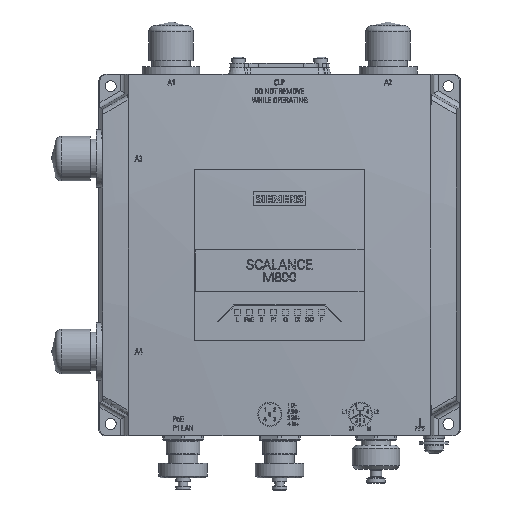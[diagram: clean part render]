
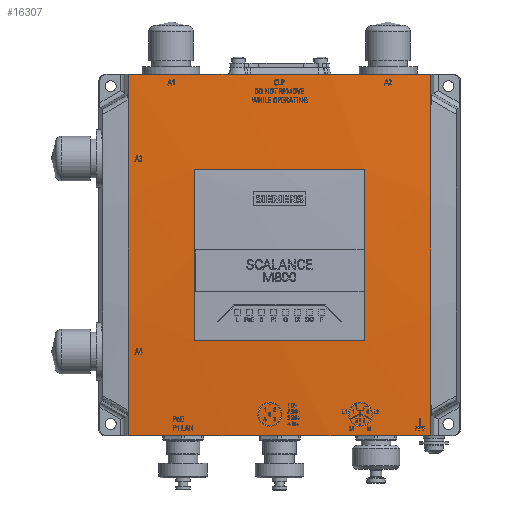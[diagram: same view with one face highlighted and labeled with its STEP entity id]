
A CAD part, front view. The second image highlights one B-rep face of the part: STEP entity #16307.
In plain terms, the highlighted spherical face has radius 1000 mm.
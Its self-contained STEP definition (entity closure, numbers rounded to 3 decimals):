
#12751=SPHERICAL_SURFACE('',#43684,1000.);
#13966=B_SPLINE_CURVE_WITH_KNOTS('',3,(#66950,#66951,#66952,#66953,#66954,
#66955),.UNSPECIFIED.,.F.,.F.,(4,2,4),(0.,0.5,1.),.UNSPECIFIED.);
#13967=B_SPLINE_CURVE_WITH_KNOTS('',3,(#66958,#66959,#66960,#66961,#66962,
#66963),.UNSPECIFIED.,.F.,.F.,(4,2,4),(0.,0.5,1.),.UNSPECIFIED.);
#13968=B_SPLINE_CURVE_WITH_KNOTS('',3,(#66965,#66966,#66967,#66968,#66969,
#66970),.UNSPECIFIED.,.F.,.F.,(4,2,4),(0.,0.5,1.),.UNSPECIFIED.);
#13969=B_SPLINE_CURVE_WITH_KNOTS('',3,(#66972,#66973,#66974,#66975,#66976,
#66977),.UNSPECIFIED.,.F.,.F.,(4,2,4),(0.,0.5,1.),.UNSPECIFIED.);
#16307=ADVANCED_FACE('',(#22272,#22273),#12751,.T.);
#22272=FACE_BOUND('',#23455,.T.);
#22273=FACE_BOUND('',#23456,.T.);
#23455=EDGE_LOOP('',(#27154,#27155,#27156,#27157));
#23456=EDGE_LOOP('',(#27158,#27159,#27160,#27161));
#27154=ORIENTED_EDGE('',*,*,#38420,.F.);
#27155=ORIENTED_EDGE('',*,*,#38421,.F.);
#27156=ORIENTED_EDGE('',*,*,#38422,.F.);
#27157=ORIENTED_EDGE('',*,*,#38423,.F.);
#27158=ORIENTED_EDGE('',*,*,#38424,.T.);
#27159=ORIENTED_EDGE('',*,*,#38425,.T.);
#27160=ORIENTED_EDGE('',*,*,#38426,.F.);
#27161=ORIENTED_EDGE('',*,*,#38427,.T.);
#34772=VERTEX_POINT('',#66956);
#34773=VERTEX_POINT('',#66957);
#34774=VERTEX_POINT('',#66964);
#34775=VERTEX_POINT('',#66971);
#34776=VERTEX_POINT('',#66979);
#34777=VERTEX_POINT('',#66980);
#34778=VERTEX_POINT('',#66982);
#34779=VERTEX_POINT('',#66984);
#38420=EDGE_CURVE('',#34772,#34773,#13966,.T.);
#38421=EDGE_CURVE('',#34774,#34772,#13967,.T.);
#38422=EDGE_CURVE('',#34775,#34774,#13968,.T.);
#38423=EDGE_CURVE('',#34773,#34775,#13969,.T.);
#38424=EDGE_CURVE('',#34776,#34777,#41863,.T.);
#38425=EDGE_CURVE('',#34777,#34778,#41864,.T.);
#38426=EDGE_CURVE('',#34779,#34778,#41865,.T.);
#38427=EDGE_CURVE('',#34779,#34776,#41866,.T.);
#41863=CIRCLE('',#43680,997.184);
#41864=CIRCLE('',#43681,993.397);
#41865=CIRCLE('',#43682,997.184);
#41866=CIRCLE('',#43683,993.397);
#43680=AXIS2_PLACEMENT_3D('',#66978,#47718,#47719);
#43681=AXIS2_PLACEMENT_3D('',#66981,#47720,#47721);
#43682=AXIS2_PLACEMENT_3D('',#66983,#47722,#47723);
#43683=AXIS2_PLACEMENT_3D('',#66985,#47724,#47725);
#43684=AXIS2_PLACEMENT_3D('',#66986,#47726,#47727);
#47718=DIRECTION('',(0.,-1.,0.));
#47719=DIRECTION('',(0.,0.,-1.));
#47720=DIRECTION('',(0.999,0.,-0.052));
#47721=DIRECTION('',(0.052,0.,0.999));
#47722=DIRECTION('',(0.,-1.,0.));
#47723=DIRECTION('',(0.,0.,1.));
#47724=DIRECTION('',(-0.999,0.,-0.052));
#47725=DIRECTION('',(0.052,0.,-0.999));
#47726=DIRECTION('',(0.,-1.,0.));
#47727=DIRECTION('',(0.,0.,1.));
#66950=CARTESIAN_POINT('',(35.294,35.36,37.751));
#66951=CARTESIAN_POINT('',(23.534,35.381,38.166));
#66952=CARTESIAN_POINT('',(11.767,35.392,38.374));
#66953=CARTESIAN_POINT('',(-11.769,35.392,38.373));
#66954=CARTESIAN_POINT('',(-23.534,35.381,38.166));
#66955=CARTESIAN_POINT('',(-35.294,35.36,37.751));
#66956=CARTESIAN_POINT('',(35.294,35.36,37.751));
#66957=CARTESIAN_POINT('',(-35.294,35.36,37.751));
#66958=CARTESIAN_POINT('',(35.294,-35.36,37.751));
#66959=CARTESIAN_POINT('',(35.316,-23.577,38.168));
#66960=CARTESIAN_POINT('',(35.327,-11.788,38.376));
#66961=CARTESIAN_POINT('',(35.327,11.791,38.376));
#66962=CARTESIAN_POINT('',(35.316,23.577,38.168));
#66963=CARTESIAN_POINT('',(35.294,35.36,37.751));
#66964=CARTESIAN_POINT('',(35.294,-35.36,37.751));
#66965=CARTESIAN_POINT('',(-35.294,-35.36,37.751));
#66966=CARTESIAN_POINT('',(-23.534,-35.381,38.166));
#66967=CARTESIAN_POINT('',(-11.767,-35.392,38.374));
#66968=CARTESIAN_POINT('',(11.769,-35.392,38.373));
#66969=CARTESIAN_POINT('',(23.534,-35.381,38.166));
#66970=CARTESIAN_POINT('',(35.294,-35.36,37.751));
#66971=CARTESIAN_POINT('',(-35.294,-35.36,37.751));
#66972=CARTESIAN_POINT('',(-35.294,35.36,37.751));
#66973=CARTESIAN_POINT('',(-35.316,23.577,38.168));
#66974=CARTESIAN_POINT('',(-35.327,11.788,38.376));
#66975=CARTESIAN_POINT('',(-35.327,-11.791,38.376));
#66976=CARTESIAN_POINT('',(-35.316,-23.577,38.168));
#66977=CARTESIAN_POINT('',(-35.294,-35.36,37.751));
#66978=CARTESIAN_POINT('',(0.,75.,-961.));
#66979=CARTESIAN_POINT('',(62.731,75.,34.208));
#66980=CARTESIAN_POINT('',(-62.731,75.,34.208));
#66981=CARTESIAN_POINT('',(-114.573,0.,-954.995));
#66982=CARTESIAN_POINT('',(-62.731,-75.,34.208));
#66983=CARTESIAN_POINT('',(0.,-75.,-961.));
#66984=CARTESIAN_POINT('',(62.731,-75.,34.208));
#66985=CARTESIAN_POINT('',(114.573,0.,-954.995));
#66986=CARTESIAN_POINT('',(0.,0.,-961.));
